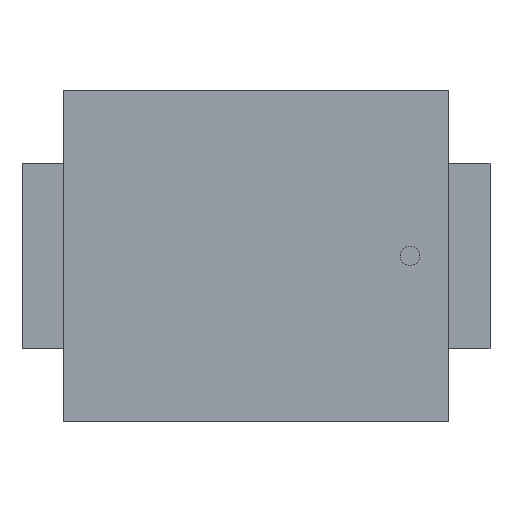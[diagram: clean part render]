
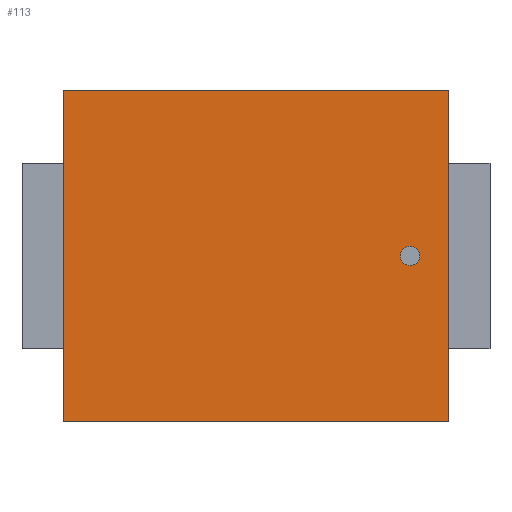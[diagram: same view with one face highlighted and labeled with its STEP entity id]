
A CAD part, top view. The second image highlights one B-rep face of the part: STEP entity #113.
In plain terms, the highlighted planar face has unit normal (0, 0, 1).
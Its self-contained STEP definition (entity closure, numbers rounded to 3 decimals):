
#113 = ADVANCED_FACE('',(#114),#148,.F.);
#114 = FACE_BOUND('',#115,.T.);
#115 = EDGE_LOOP('',(#116,#126,#134,#142));
#116 = ORIENTED_EDGE('',*,*,#117,.F.);
#117 = EDGE_CURVE('',#118,#120,#122,.T.);
#118 = VERTEX_POINT('',#119);
#119 = CARTESIAN_POINT('',(-2.299,1.981,2.642));
#120 = VERTEX_POINT('',#121);
#121 = CARTESIAN_POINT('',(2.299,1.981,2.642));
#122 = LINE('',#123,#124);
#123 = CARTESIAN_POINT('',(-2.299,1.981,2.642));
#124 = VECTOR('',#125,1.);
#125 = DIRECTION('',(1.,0.,0.));
#126 = ORIENTED_EDGE('',*,*,#127,.F.);
#127 = EDGE_CURVE('',#128,#118,#130,.T.);
#128 = VERTEX_POINT('',#129);
#129 = CARTESIAN_POINT('',(-2.299,-1.981,2.642));
#130 = LINE('',#131,#132);
#131 = CARTESIAN_POINT('',(-2.299,-1.981,2.642));
#132 = VECTOR('',#133,1.);
#133 = DIRECTION('',(0.,1.,0.));
#134 = ORIENTED_EDGE('',*,*,#135,.F.);
#135 = EDGE_CURVE('',#136,#128,#138,.T.);
#136 = VERTEX_POINT('',#137);
#137 = CARTESIAN_POINT('',(2.299,-1.981,2.642));
#138 = LINE('',#139,#140);
#139 = CARTESIAN_POINT('',(2.299,-1.981,2.642));
#140 = VECTOR('',#141,1.);
#141 = DIRECTION('',(-1.,0.,0.));
#142 = ORIENTED_EDGE('',*,*,#143,.F.);
#143 = EDGE_CURVE('',#120,#136,#144,.T.);
#144 = LINE('',#145,#146);
#145 = CARTESIAN_POINT('',(2.299,1.981,2.642));
#146 = VECTOR('',#147,1.);
#147 = DIRECTION('',(0.,-1.,0.));
#148 = PLANE('',#149);
#149 = AXIS2_PLACEMENT_3D('',#150,#151,#152);
#150 = CARTESIAN_POINT('',(2.299,1.981,2.642));
#151 = DIRECTION('',(-0.,0.,-1.));
#152 = DIRECTION('',(0.,-1.,0.));
